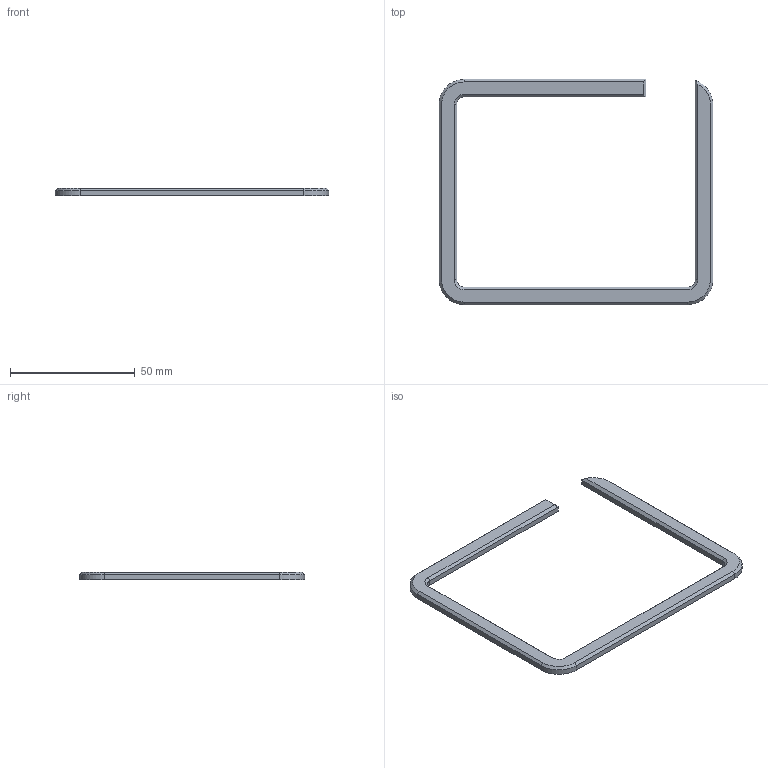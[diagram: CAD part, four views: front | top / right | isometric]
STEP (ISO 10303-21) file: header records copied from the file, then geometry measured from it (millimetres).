
FILE_DESCRIPTION(/* description */ (''),/* implementation_level */ '2;1');
FILE_NAME(/* name */ 'Top Plate',/* time_stamp */ '2024-04-07T10:07:26+12:00',/* author */ (''),/* organization */ (''),/* preprocessor_version */ 'ST-DEVELOPER v16.5',/* originating_system */ 'Rhino 7.36',/* authorisation */ '');
FILE_SCHEMA (('AUTOMOTIVE_DESIGN_CC2'));
Length unit declared in the file: millimetre
Products named in the file (1): Document
Bounding box: 109.65 x 90.2 x 3.15 mm (x, y, z)
Volume: 7004.3 mm3; surface area: 6732.9 mm2
Topology: 1 solids, 1 shells, 50 faces, 104 edges, 64 vertices
Faces by surface type: plane 28, cylinder 14, bspline 8
Full cylindrical faces by diameter (mm): 3.3 x8
Entity records: 1289 total; most frequent: CARTESIAN_POINT 533, ORIENTED_EDGE 208, EDGE_CURVE 104, VERTEX_POINT 64, EDGE_LOOP 58, B_SPLINE_CURVE_WITH_KNOTS 54, ADVANCED_FACE 50, FACE_OUTER_BOUND 50
